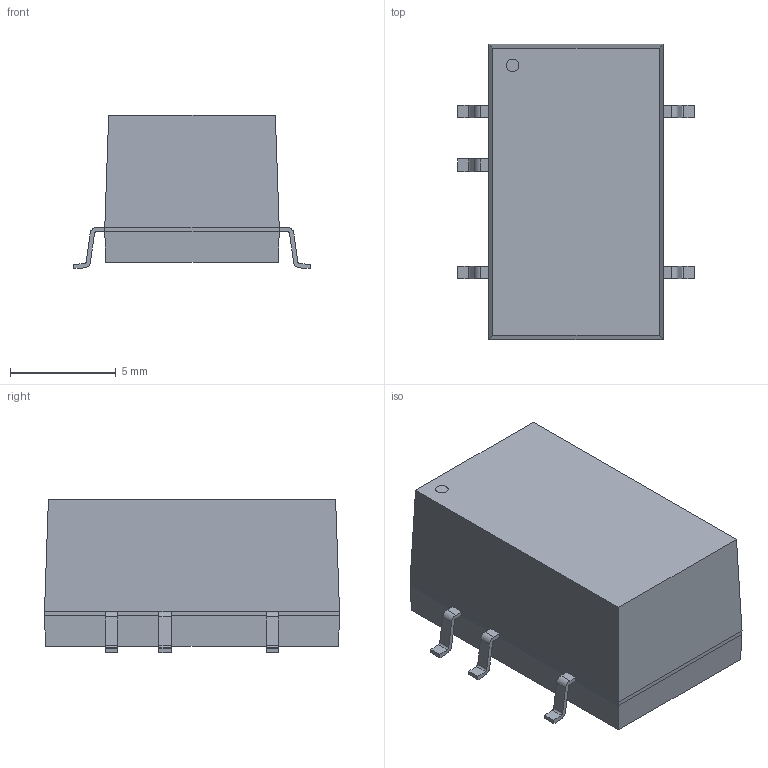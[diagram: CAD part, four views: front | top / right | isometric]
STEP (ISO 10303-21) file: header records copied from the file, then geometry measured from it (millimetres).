
FILE_DESCRIPTION((''),'2;1');
FILE_NAME('DCDC_TRACO_TES1-xx1x.stp','2011-01-14T10:11:01',(''),(''),'Mechanical Desktop 2011','Mechanical Desktop 2011',', , ');
FILE_SCHEMA(('AUTOMOTIVE_DESIGN { 1 2 10303 214 1 1 1 1 }'));
Length unit declared in the file: millimetre
Products named in the file (1): Product
Bounding box: 11.2 x 13.95 x 7.25 mm (x, y, z)
Volume: 778.4 mm3; surface area: 549.6 mm2
Topology: 7 solids, 7 shells, 91 faces, 220 edges, 144 vertices
Faces by surface type: plane 38, bspline 37, cylinder 16
Entity records: 2795 total; most frequent: CARTESIAN_POINT 679, ORIENTED_EDGE 440, DIRECTION 378, EDGE_CURVE 220, VECTOR 172, LINE 172, VERTEX_POINT 144, AXIS2_PLACEMENT_3D 103
